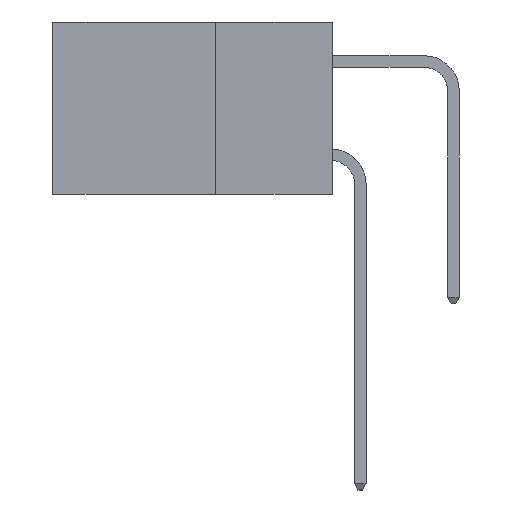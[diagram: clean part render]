
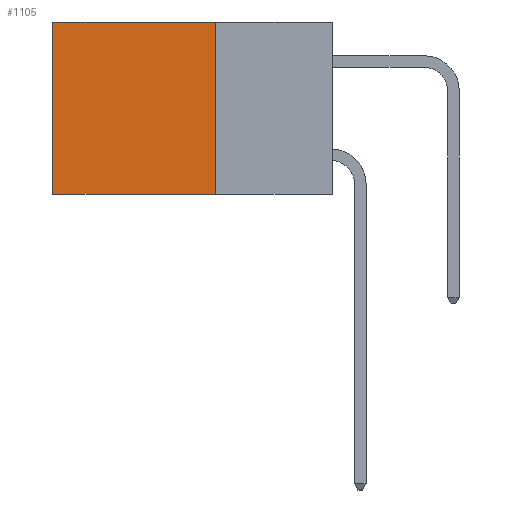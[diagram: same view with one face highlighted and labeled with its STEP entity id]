
A CAD part, left-side view. The second image highlights one B-rep face of the part: STEP entity #1105.
In plain terms, the highlighted planar face has unit normal (-1, 0, 0).
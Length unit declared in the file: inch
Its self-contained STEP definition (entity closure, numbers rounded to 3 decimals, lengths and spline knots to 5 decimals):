
#101 = VECTOR ( 'NONE', #15011, 39.37008 ) ;
#519 = VERTEX_POINT ( 'NONE', #10265 ) ;
#1105 = ADVANCED_FACE ( 'NONE', ( #9601 ), #14449, .F. ) ;
#1138 = VECTOR ( 'NONE', #4209, 39.37008 ) ;
#1231 = CARTESIAN_POINT ( 'NONE',  ( 0.2615, 0.6, 0. ) ) ;
#1269 = VECTOR ( 'NONE', #14945, 39.37008 ) ;
#1701 = DIRECTION ( 'NONE',  ( 0., 0., -1. ) ) ;
#2162 = EDGE_CURVE ( 'NONE', #519, #13442, #4846, .T. ) ;
#2849 = AXIS2_PLACEMENT_3D ( 'NONE', #4324, #3529, #1701 ) ;
#2981 = VERTEX_POINT ( 'NONE', #8470 ) ;
#3529 = DIRECTION ( 'NONE',  ( 1., 0., 0. ) ) ;
#4040 = VERTEX_POINT ( 'NONE', #1231 ) ;
#4209 = DIRECTION ( 'NONE',  ( 0., 1., 0. ) ) ;
#4324 = CARTESIAN_POINT ( 'NONE',  ( 0.2615, 0.25, -0.37 ) ) ;
#4482 = CARTESIAN_POINT ( 'NONE',  ( 0.2615, 0.25, -0.37 ) ) ;
#4580 = LINE ( 'NONE', #14903, #1269 ) ;
#4846 = LINE ( 'NONE', #4482, #1138 ) ;
#4999 = VECTOR ( 'NONE', #7558, 39.37008 ) ;
#5366 = LINE ( 'NONE', #7450, #4999 ) ;
#5488 = CARTESIAN_POINT ( 'NONE',  ( 0.2615, 0.6, -0.37 ) ) ;
#7450 = CARTESIAN_POINT ( 'NONE',  ( 0.2615, 0.25, 0. ) ) ;
#7558 = DIRECTION ( 'NONE',  ( 0., 1., 0. ) ) ;
#7866 = ORIENTED_EDGE ( 'NONE', *, *, #14113, .T. ) ;
#8201 = ORIENTED_EDGE ( 'NONE', *, *, #2162, .F. ) ;
#8295 = ORIENTED_EDGE ( 'NONE', *, *, #15157, .F. ) ;
#8385 = ORIENTED_EDGE ( 'NONE', *, *, #10502, .T. ) ;
#8470 = CARTESIAN_POINT ( 'NONE',  ( 0.2615, 0.25, 0. ) ) ;
#9287 = CARTESIAN_POINT ( 'NONE',  ( 0.2615, 0.6, -0.37 ) ) ;
#9601 = FACE_OUTER_BOUND ( 'NONE', #14219, .T. ) ;
#10265 = CARTESIAN_POINT ( 'NONE',  ( 0.2615, 0.25, -0.37 ) ) ;
#10502 = EDGE_CURVE ( 'NONE', #2981, #4040, #5366, .T. ) ;
#13442 = VERTEX_POINT ( 'NONE', #5488 ) ;
#13715 = LINE ( 'NONE', #9287, #101 ) ;
#14113 = EDGE_CURVE ( 'NONE', #4040, #13442, #13715, .T. ) ;
#14219 = EDGE_LOOP ( 'NONE', ( #7866, #8201, #8295, #8385 ) ) ;
#14449 = PLANE ( 'NONE',  #2849 ) ;
#14903 = CARTESIAN_POINT ( 'NONE',  ( 0.2615, 0.25, -0.37 ) ) ;
#14945 = DIRECTION ( 'NONE',  ( 0., 0., -1. ) ) ;
#15011 = DIRECTION ( 'NONE',  ( 0., 0., -1. ) ) ;
#15157 = EDGE_CURVE ( 'NONE', #2981, #519, #4580, .T. ) ;
